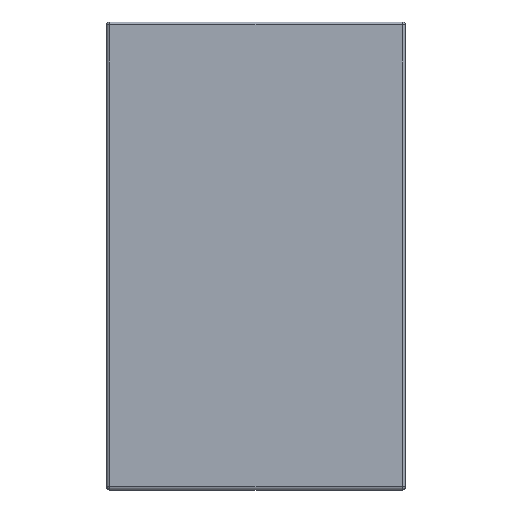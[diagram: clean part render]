
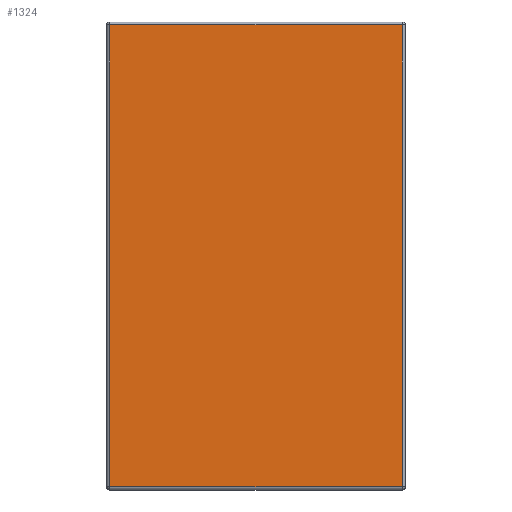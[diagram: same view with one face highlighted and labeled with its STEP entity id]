
A CAD part, top view. The second image highlights one B-rep face of the part: STEP entity #1324.
In plain terms, the highlighted planar face has unit normal (0, 0, 1).
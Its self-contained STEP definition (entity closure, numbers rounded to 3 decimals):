
#951 = VERTEX_POINT('',#952);
#952 = CARTESIAN_POINT('',(0.2,0.2,12.2));
#959 = EDGE_CURVE('',#951,#960,#962,.T.);
#960 = VERTEX_POINT('',#961);
#961 = CARTESIAN_POINT('',(20.1,0.2,12.2));
#962 = LINE('',#963,#964);
#963 = CARTESIAN_POINT('',(0.,0.2,12.2));
#964 = VECTOR('',#965,1.);
#965 = DIRECTION('',(1.,0.,0.));
#1324 = ADVANCED_FACE('',(#1325),#1350,.T.);
#1325 = FACE_BOUND('',#1326,.T.);
#1326 = EDGE_LOOP('',(#1327,#1328,#1336,#1344));
#1327 = ORIENTED_EDGE('',*,*,#959,.T.);
#1328 = ORIENTED_EDGE('',*,*,#1329,.T.);
#1329 = EDGE_CURVE('',#960,#1330,#1332,.T.);
#1330 = VERTEX_POINT('',#1331);
#1331 = CARTESIAN_POINT('',(20.1,31.6,12.2));
#1332 = LINE('',#1333,#1334);
#1333 = CARTESIAN_POINT('',(20.1,0.,12.2));
#1334 = VECTOR('',#1335,1.);
#1335 = DIRECTION('',(0.,1.,0.));
#1336 = ORIENTED_EDGE('',*,*,#1337,.T.);
#1337 = EDGE_CURVE('',#1330,#1338,#1340,.T.);
#1338 = VERTEX_POINT('',#1339);
#1339 = CARTESIAN_POINT('',(0.2,31.6,12.2));
#1340 = LINE('',#1341,#1342);
#1341 = CARTESIAN_POINT('',(20.3,31.6,12.2));
#1342 = VECTOR('',#1343,1.);
#1343 = DIRECTION('',(-1.,0.,0.));
#1344 = ORIENTED_EDGE('',*,*,#1345,.T.);
#1345 = EDGE_CURVE('',#1338,#951,#1346,.T.);
#1346 = LINE('',#1347,#1348);
#1347 = CARTESIAN_POINT('',(0.2,31.8,12.2));
#1348 = VECTOR('',#1349,1.);
#1349 = DIRECTION('',(0.,-1.,0.));
#1350 = PLANE('',#1351);
#1351 = AXIS2_PLACEMENT_3D('',#1352,#1353,#1354);
#1352 = CARTESIAN_POINT('',(10.15,15.9,12.2));
#1353 = DIRECTION('',(0.,0.,1.));
#1354 = DIRECTION('',(1.,0.,0.));
